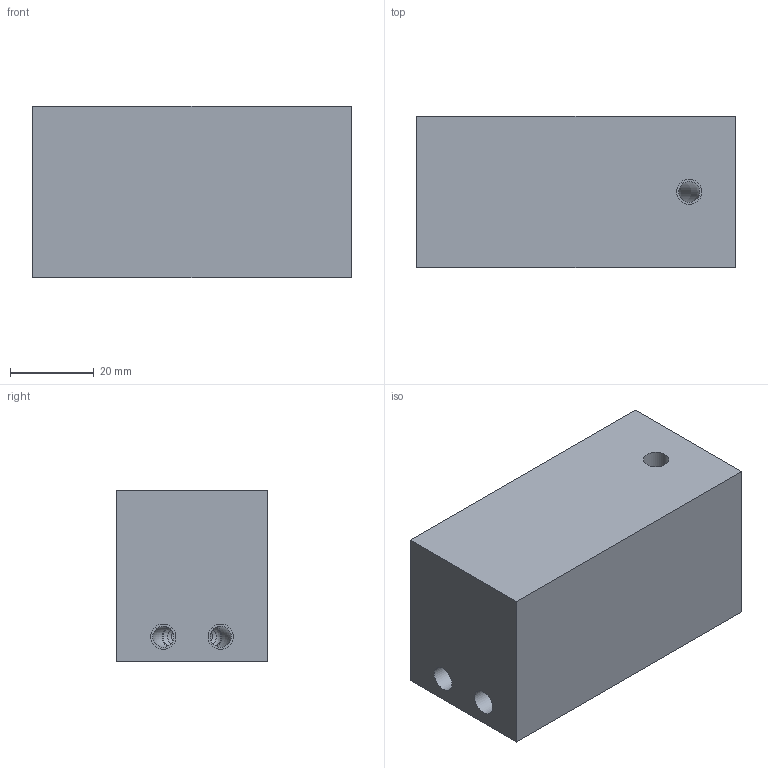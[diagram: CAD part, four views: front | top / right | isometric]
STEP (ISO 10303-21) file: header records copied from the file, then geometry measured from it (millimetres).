
FILE_DESCRIPTION(/* description */ (''),/* implementation_level */ '2;1');
FILE_NAME(/* name */ 'Logic-XOR.step',/* time_stamp */ '2022-04-06T18:30:42+01:00',/* author */ (''),/* organization */ (''),/* preprocessor_version */ 'ST-DEVELOPER v18.1',/* originating_system */ 'Autodesk Translation Framework v10.13.0.1454',/* authorisation */ '');
FILE_SCHEMA (('AUTOMOTIVE_DESIGN { 1 0 10303 214 3 1 1 }'));
Length unit declared in the file: millimetre
Products named in the file (2): XOR_5mm_for tube; logic gate and v14
Assembly tree (1 placements, depth 2):
  XOR_5mm_for tube
    logic gate and v14
Bounding box: 76 x 36 x 41 mm (x, y, z)
Volume: 107838.2 mm3; surface area: 17952.2 mm2
Topology: 1 solids, 1 shells, 53 faces, 149 edges, 98 vertices
Faces by surface type: cylinder 16, bspline 16, plane 10, torus 9, cone 2
Full cylindrical faces by diameter (mm): 2 x2, 5 x10, 6 x4
Entity records: 2413 total; most frequent: CARTESIAN_POINT 1023, ORIENTED_EDGE 298, DIRECTION 266, EDGE_CURVE 149, AXIS2_PLACEMENT_3D 118, VERTEX_POINT 98, CIRCLE 75, EDGE_LOOP 61
